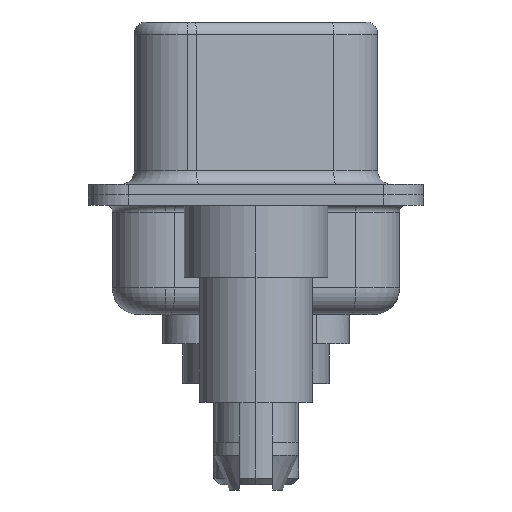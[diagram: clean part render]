
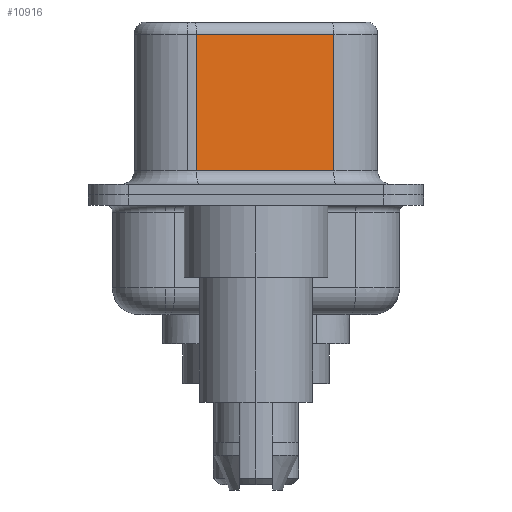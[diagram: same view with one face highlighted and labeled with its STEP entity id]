
A CAD part, left-side view. The second image highlights one B-rep face of the part: STEP entity #10916.
In plain terms, the highlighted planar face has unit normal (-0.985, -0.174, 0).
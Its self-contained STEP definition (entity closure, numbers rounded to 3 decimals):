
#222 = CARTESIAN_POINT ( 'NONE',  ( 3.67, 2.233, 6.02 ) ) ;
#265 = ORIENTED_EDGE ( 'NONE', *, *, #9936, .T. ) ;
#316 = LINE ( 'NONE', #4080, #12471 ) ;
#660 = CARTESIAN_POINT ( 'NONE',  ( 4.58, -2.927, 6.02 ) ) ;
#748 = VERTEX_POINT ( 'NONE', #12903 ) ;
#1355 = EDGE_CURVE ( 'NONE', #12050, #6113, #6136, .T. ) ;
#1512 = DIRECTION ( 'NONE',  ( 0.174, -0.985, 0. ) ) ;
#2010 = VERTEX_POINT ( 'NONE', #12791 ) ;
#2815 = EDGE_LOOP ( 'NONE', ( #5476, #10731, #265, #3560 ) ) ;
#2865 = EDGE_CURVE ( 'NONE', #748, #2010, #9042, .T. ) ;
#3024 = EDGE_CURVE ( 'NONE', #12050, #2010, #316, .T. ) ;
#3560 = ORIENTED_EDGE ( 'NONE', *, *, #2865, .T. ) ;
#4080 = CARTESIAN_POINT ( 'NONE',  ( 4.58, -2.927, 6.52 ) ) ;
#5476 = ORIENTED_EDGE ( 'NONE', *, *, #3024, .F. ) ;
#6113 = VERTEX_POINT ( 'NONE', #222 ) ;
#6136 = LINE ( 'NONE', #10031, #15152 ) ;
#6487 = FACE_OUTER_BOUND ( 'NONE', #2815, .T. ) ;
#6952 = DIRECTION ( 'NONE',  ( 0.985, 0.174, 0. ) ) ;
#8661 = VECTOR ( 'NONE', #1512, 1000. ) ;
#8880 = CARTESIAN_POINT ( 'NONE',  ( 4.58, -2.927, 0.9 ) ) ;
#9042 = LINE ( 'NONE', #8880, #8661 ) ;
#9936 = EDGE_CURVE ( 'NONE', #6113, #748, #12684, .T. ) ;
#10031 = CARTESIAN_POINT ( 'NONE',  ( 4.58, -2.927, 6.02 ) ) ;
#10161 = VECTOR ( 'NONE', #13361, 1000. ) ;
#10731 = ORIENTED_EDGE ( 'NONE', *, *, #1355, .T. ) ;
#10916 = ADVANCED_FACE ( 'NONE', ( #6487 ), #13647, .F. ) ;
#11473 = CARTESIAN_POINT ( 'NONE',  ( 4.58, -2.927, 6.52 ) ) ;
#11955 = CARTESIAN_POINT ( 'NONE',  ( 3.67, 2.233, 6.52 ) ) ;
#12050 = VERTEX_POINT ( 'NONE', #660 ) ;
#12471 = VECTOR ( 'NONE', #13783, 1000. ) ;
#12684 = LINE ( 'NONE', #11955, #10161 ) ;
#12791 = CARTESIAN_POINT ( 'NONE',  ( 4.58, -2.927, 0.9 ) ) ;
#12903 = CARTESIAN_POINT ( 'NONE',  ( 3.67, 2.233, 0.9 ) ) ;
#13361 = DIRECTION ( 'NONE',  ( 0., 0., -1. ) ) ;
#13647 = PLANE ( 'NONE',  #14570 ) ;
#13783 = DIRECTION ( 'NONE',  ( 0., 0., -1. ) ) ;
#14570 = AXIS2_PLACEMENT_3D ( 'NONE', #11473, #6952, #14809 ) ;
#14809 = DIRECTION ( 'NONE',  ( -0.174, 0.985, 0. ) ) ;
#15121 = DIRECTION ( 'NONE',  ( -0.174, 0.985, 0. ) ) ;
#15152 = VECTOR ( 'NONE', #15121, 1000. ) ;
